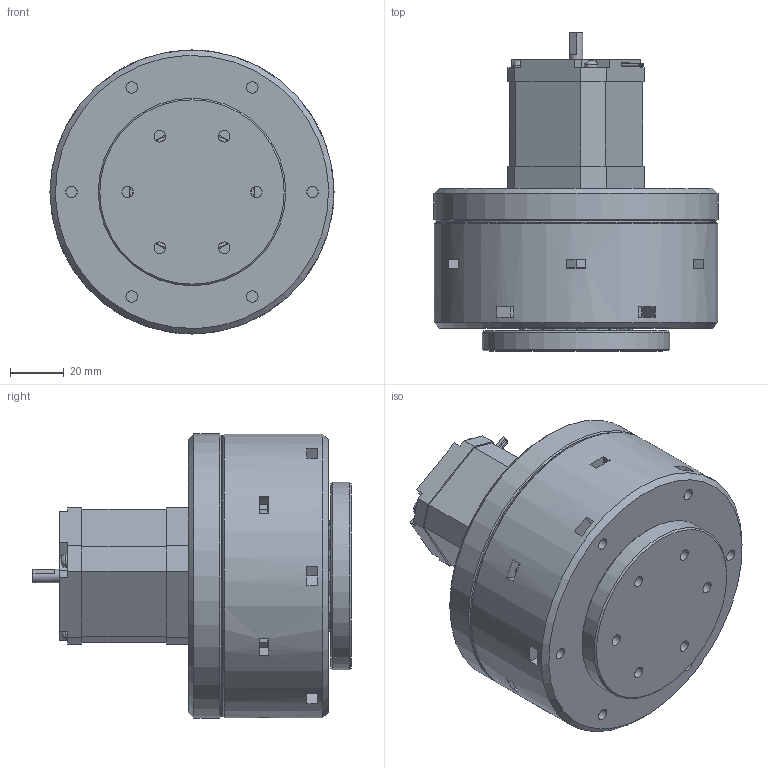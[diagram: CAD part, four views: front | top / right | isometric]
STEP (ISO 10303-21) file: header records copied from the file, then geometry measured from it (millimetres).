
FILE_DESCRIPTION(/* description */ (''),/* implementation_level */ '2;1');
FILE_NAME(/* name */ 'Strain_wave_gear.step',/* time_stamp */ '2020-06-28T09:43:30+09:00',/* author */ (''),/* organization */ (''),/* preprocessor_version */ 'ST-DEVELOPER v18.1',/* originating_system */ 'Autodesk Translation Framework v9.3.0.1241',/* authorisation */ '');
FILE_SCHEMA (('AUTOMOTIVE_DESIGN { 1 0 10303 214 3 1 1 }'));
Products named in the file (21): Harmonic_drive7; WAVE_GEN1_ASM; WAVE_BEARING_PLATE; WAVE_BEARING_CAP; SQ_NUT_M4; M4x15; 606ZZ; FLEXGEAR; CIRCULAR_SPLINE; ASM_HOUSING; HOUSING; 6807ZZ; ASM_MOTOR; MOTOR_CAP; NEMA17; M3x10; M4x25; ASM_OUTPUT_SHAFT; OUTPUT_SHAFT; M4_NUT; M4x10
Assembly tree (65 placements, depth 3):
  Harmonic_drive7
    WAVE_GEN1_ASM
      WAVE_BEARING_PLATE
      WAVE_BEARING_CAP
      606ZZ  x6
      SQ_NUT_M4  x2
      M4x15  x2
      M4x10  x2
    FLEXGEAR
    CIRCULAR_SPLINE
    ASM_HOUSING
      HOUSING
      6807ZZ
      M4_NUT  x6
      M4x10  x6
    ASM_MOTOR
      MOTOR_CAP
      NEMA17
      M3x10  x4
      M4x25  x6
      M4_NUT  x6
    ASM_OUTPUT_SHAFT
      OUTPUT_SHAFT
      M4_NUT  x6
      M4x10  x6
Bounding box: 106 x 118.7 x 106 mm (x, y, z)
Volume: 423245.7 mm3; surface area: 161825.2 mm2
Topology: 61 solids, 61 shells, 2581 faces, 6806 edges, 4480 vertices
Faces by surface type: bspline 1075, plane 856, cylinder 471, cone 142, torus 37
Full cylindrical faces by diameter (mm): 0.955 x4, 3 x10, 3.4 x12, 3.5 x4, 3.75 x4, 4 x40, 4.3 x42, 4.896 x4, 5 x2, 5.2 x2, 5.5 x6, 5.92 x12, 6 x10, 6.3 x6, 7 x20, 7.6 x12, 9.52 x12, 14.184 x12, 16 x1, 17 x6, 22 x1, 22.4 x1, 32 x1, 35 x1, 38.84 x2, 44.227 x2, 47 x1, 70 x1, 72.6 x1, 75 x1
Entity records: 106371 total; most frequent: CARTESIAN_POINT 55664, ORIENTED_EDGE 12344, DIRECTION 7099, EDGE_CURVE 6172, VERTEX_POINT 4064, B_SPLINE_CURVE_WITH_KNOTS 2524, LINE 2485, VECTOR 2485
